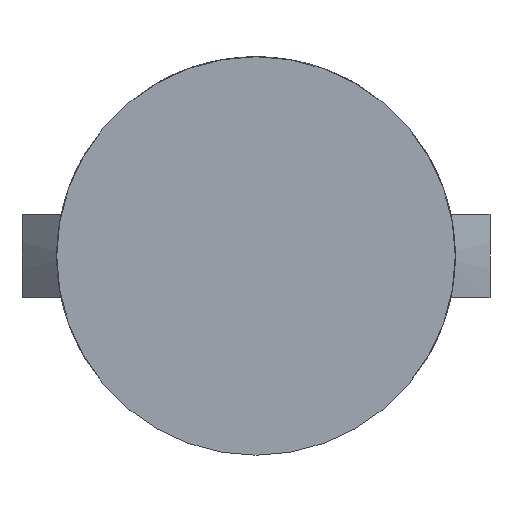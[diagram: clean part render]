
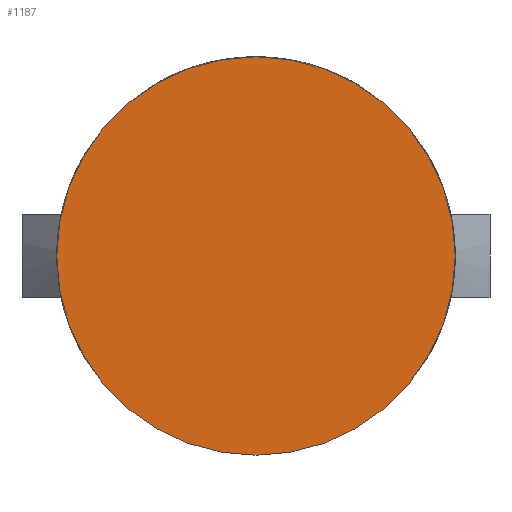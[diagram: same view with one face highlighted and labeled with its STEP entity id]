
A CAD part, front view. The second image highlights one B-rep face of the part: STEP entity #1187.
In plain terms, the highlighted planar face has unit normal (0, -1, 0).
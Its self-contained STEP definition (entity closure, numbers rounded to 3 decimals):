
#16 = CARTESIAN_POINT ( 'NONE',  ( 0., -2., 0. ) ) ;
#70 = EDGE_LOOP ( 'NONE', ( #3899, #2914 ) ) ;
#331 = DIRECTION ( 'NONE',  ( 0., 0., -1. ) ) ;
#417 = DIRECTION ( 'NONE',  ( 0., -1., 0. ) ) ;
#743 = FACE_OUTER_BOUND ( 'NONE', #70, .T. ) ;
#782 = PLANE ( 'NONE',  #2867 ) ;
#870 = VERTEX_POINT ( 'NONE', #3864 ) ;
#1093 = CARTESIAN_POINT ( 'NONE',  ( 0., -2., 0. ) ) ;
#1187 = ADVANCED_FACE ( 'NONE', ( #743 ), #782, .T. ) ;
#1253 = AXIS2_PLACEMENT_3D ( 'NONE', #2290, #417, #2597 ) ;
#1405 = DIRECTION ( 'NONE',  ( 0., 0., -1. ) ) ;
#1535 = AXIS2_PLACEMENT_3D ( 'NONE', #16, #2207, #331 ) ;
#1725 = VERTEX_POINT ( 'NONE', #1956 ) ;
#1956 = CARTESIAN_POINT ( 'NONE',  ( 0., -2., -9.5 ) ) ;
#2207 = DIRECTION ( 'NONE',  ( 0., -1., 0. ) ) ;
#2290 = CARTESIAN_POINT ( 'NONE',  ( 0., -2., 0. ) ) ;
#2313 = EDGE_CURVE ( 'NONE', #870, #1725, #3052, .T. ) ;
#2597 = DIRECTION ( 'NONE',  ( 0., 0., -1. ) ) ;
#2867 = AXIS2_PLACEMENT_3D ( 'NONE', #1093, #3281, #1405 ) ;
#2892 = CIRCLE ( 'NONE', #1253, 9.5 ) ;
#2914 = ORIENTED_EDGE ( 'NONE', *, *, #2313, .T. ) ;
#3052 = CIRCLE ( 'NONE', #1535, 9.5 ) ;
#3281 = DIRECTION ( 'NONE',  ( 0., -1., 0. ) ) ;
#3638 = EDGE_CURVE ( 'NONE', #1725, #870, #2892, .T. ) ;
#3864 = CARTESIAN_POINT ( 'NONE',  ( 0., -2., 9.5 ) ) ;
#3899 = ORIENTED_EDGE ( 'NONE', *, *, #3638, .T. ) ;
